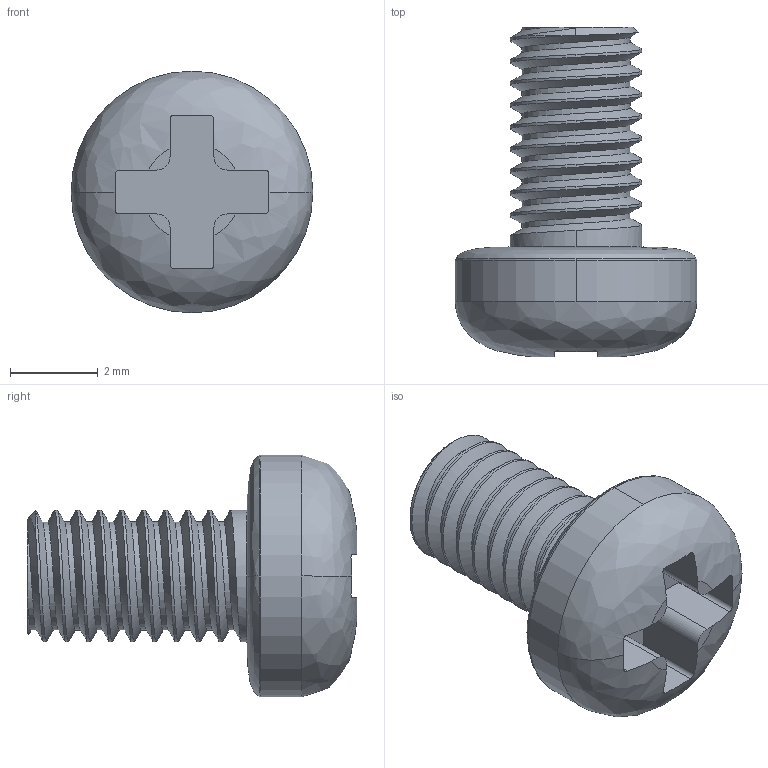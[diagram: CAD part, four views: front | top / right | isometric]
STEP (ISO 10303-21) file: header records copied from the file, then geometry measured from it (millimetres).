
FILE_DESCRIPTION (( 'STEP AP214' ), '1' );
FILE_NAME ('08-0019(screw).step', '2020-04-06T07:09:52', ( '' ), ( '' ), 'SwSTEP 2.0', 'SolidWorks 2020', '' );
FILE_SCHEMA (( 'AUTOMOTIVE_DESIGN' ));
Length unit declared in the file: millimetre
Products named in the file (1): 08-0019(screw)
Bounding box: 5.5 x 7.5 x 5.5 mm (x, y, z)
Volume: 70.1 mm3; surface area: 163.9 mm2
Topology: 1 solids, 1 shells, 65 faces, 184 edges, 121 vertices
Faces by surface type: cylinder 34, plane 19, bspline 7, cone 3, torus 2
Entity records: 3750 total; most frequent: CARTESIAN_POINT 2206, ORIENTED_EDGE 368, DIRECTION 267, EDGE_CURVE 184, VERTEX_POINT 121, AXIS2_PLACEMENT_3D 98, LINE 71, VECTOR 71
